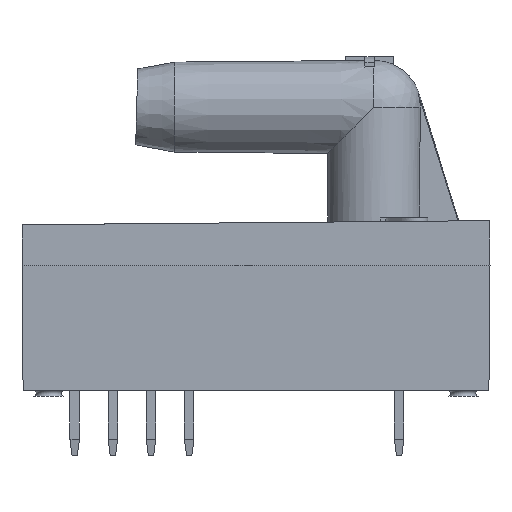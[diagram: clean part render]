
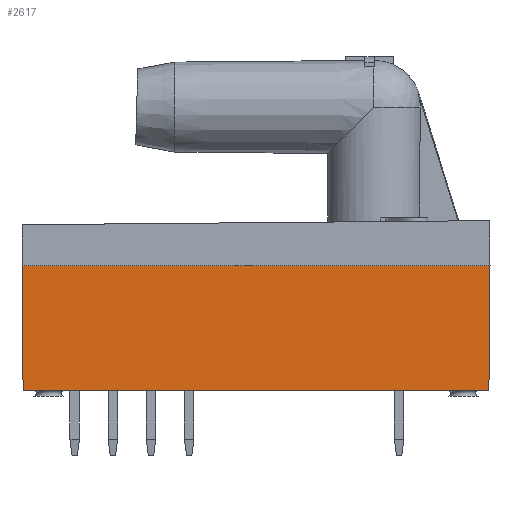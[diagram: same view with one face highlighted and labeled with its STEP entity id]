
A CAD part, front view. The second image highlights one B-rep face of the part: STEP entity #2617.
In plain terms, the highlighted planar face has unit normal (0, -1, -0.009).
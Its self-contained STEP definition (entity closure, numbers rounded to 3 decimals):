
#202=FACE_OUTER_BOUND('',#356,.T.);
#356=EDGE_LOOP('',(#1610,#1611,#1612,#1613));
#530=LINE('',#3692,#768);
#531=LINE('',#3694,#769);
#532=LINE('',#3696,#770);
#533=LINE('',#3697,#771);
#768=VECTOR('',#3016,10.);
#769=VECTOR('',#3017,10.);
#770=VECTOR('',#3018,22.52);
#771=VECTOR('',#3019,10.);
#1006=VERTEX_POINT('',#3690);
#1007=VERTEX_POINT('',#3691);
#1008=VERTEX_POINT('',#3693);
#1009=VERTEX_POINT('',#3695);
#1242=EDGE_CURVE('',#1006,#1007,#530,.T.);
#1243=EDGE_CURVE('',#1008,#1006,#531,.T.);
#1244=EDGE_CURVE('',#1008,#1009,#532,.T.);
#1245=EDGE_CURVE('',#1009,#1007,#533,.T.);
#1610=ORIENTED_EDGE('',*,*,#1242,.F.);
#1611=ORIENTED_EDGE('',*,*,#1243,.F.);
#1612=ORIENTED_EDGE('',*,*,#1244,.T.);
#1613=ORIENTED_EDGE('',*,*,#1245,.T.);
#2346=PLANE('',#2794);
#2617=ADVANCED_FACE('',(#202),#2346,.T.);
#2794=AXIS2_PLACEMENT_3D('',#3689,#3014,#3015);
#3014=DIRECTION('center_axis',(0.,-1.,
-0.009));
#3015=DIRECTION('ref_axis',(0.,0.009,-1.));
#3016=DIRECTION('',(-1.,0.,0.));
#3017=DIRECTION('',(-0.009,0.009,-1.));
#3018=DIRECTION('',(-1.,0.,0.));
#3019=DIRECTION('',(0.009,0.009,-1.));
#3689=CARTESIAN_POINT('Origin',(0.,-18.975,-2.135));
#3690=CARTESIAN_POINT('',(12.203,-18.918,-8.685));
#3691=CARTESIAN_POINT('',(-12.203,-18.918,-8.685));
#3692=CARTESIAN_POINT('',(0.,-18.918,-8.685));
#3693=CARTESIAN_POINT('',(12.26,-18.975,-2.135));
#3694=CARTESIAN_POINT('',(12.259,-18.974,-2.259));
#3695=CARTESIAN_POINT('',(-12.26,-18.975,-2.135));
#3696=CARTESIAN_POINT('',(11.26,-18.975,-2.135));
#3697=CARTESIAN_POINT('',(-12.259,-18.974,-2.259));
